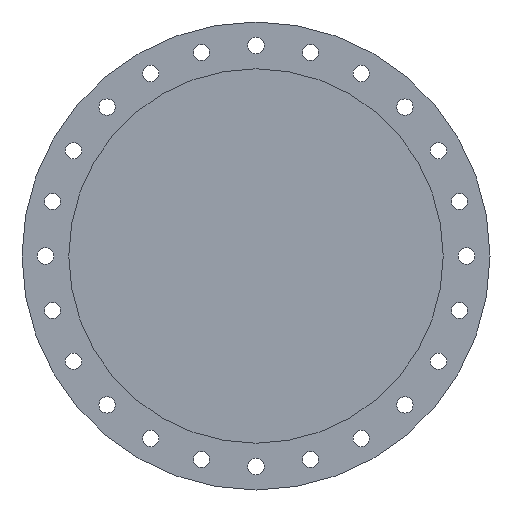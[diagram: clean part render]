
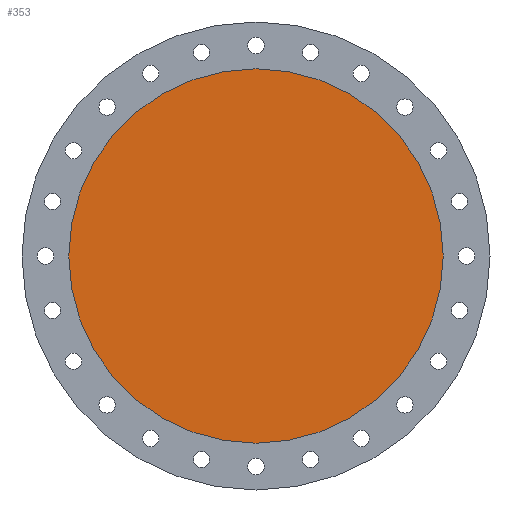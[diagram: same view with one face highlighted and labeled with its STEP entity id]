
A CAD part, front view. The second image highlights one B-rep face of the part: STEP entity #353.
In plain terms, the highlighted planar face has unit normal (0, -1, 0).
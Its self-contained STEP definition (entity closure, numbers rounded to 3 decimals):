
#13 = EDGE_CURVE ( 'NONE', #1290, #1625, #1165, .T. ) ;
#83 = DIRECTION ( 'NONE',  ( 0., 0., -1. ) ) ;
#103 = CARTESIAN_POINT ( 'NONE',  ( 0., 29., 0. ) ) ;
#353 = ADVANCED_FACE ( 'NONE', ( #2265 ), #697, .F. ) ;
#446 = CARTESIAN_POINT ( 'NONE',  ( 0., 29., 40. ) ) ;
#591 = CARTESIAN_POINT ( 'NONE',  ( 0., 29., 0. ) ) ;
#645 = AXIS2_PLACEMENT_3D ( 'NONE', #2130, #1716, #2305 ) ;
#649 = EDGE_LOOP ( 'NONE', ( #2332, #1813 ) ) ;
#697 = PLANE ( 'NONE',  #645 ) ;
#711 = DIRECTION ( 'NONE',  ( 0., -1., 0. ) ) ;
#1082 = CARTESIAN_POINT ( 'NONE',  ( 0., 29., -40. ) ) ;
#1165 = CIRCLE ( 'NONE', #2066, 40. ) ;
#1198 = CIRCLE ( 'NONE', #2151, 40. ) ;
#1290 = VERTEX_POINT ( 'NONE', #446 ) ;
#1607 = DIRECTION ( 'NONE',  ( 0., -1., 0. ) ) ;
#1624 = DIRECTION ( 'NONE',  ( 0., 0., -1. ) ) ;
#1625 = VERTEX_POINT ( 'NONE', #1082 ) ;
#1716 = DIRECTION ( 'NONE',  ( 0., 1., 0. ) ) ;
#1813 = ORIENTED_EDGE ( 'NONE', *, *, #13, .T. ) ;
#2065 = EDGE_CURVE ( 'NONE', #1625, #1290, #1198, .T. ) ;
#2066 = AXIS2_PLACEMENT_3D ( 'NONE', #591, #1607, #1624 ) ;
#2130 = CARTESIAN_POINT ( 'NONE',  ( 0., 29., 0. ) ) ;
#2151 = AXIS2_PLACEMENT_3D ( 'NONE', #103, #711, #83 ) ;
#2265 = FACE_OUTER_BOUND ( 'NONE', #649, .T. ) ;
#2305 = DIRECTION ( 'NONE',  ( 0., 0., 1. ) ) ;
#2332 = ORIENTED_EDGE ( 'NONE', *, *, #2065, .T. ) ;
